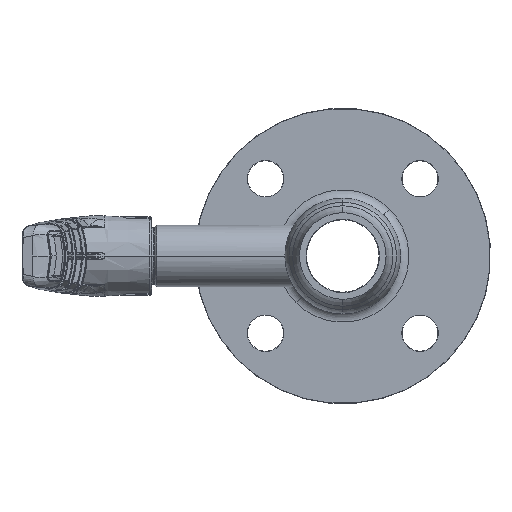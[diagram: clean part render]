
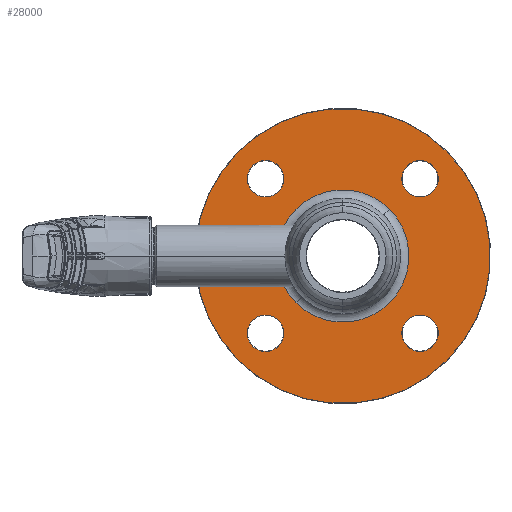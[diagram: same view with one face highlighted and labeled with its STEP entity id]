
A CAD part, left-side view. The second image highlights one B-rep face of the part: STEP entity #28000.
In plain terms, the highlighted planar face has unit normal (-1, 0, 0).
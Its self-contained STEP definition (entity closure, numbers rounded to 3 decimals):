
#310 = EDGE_CURVE ( 'NONE', #18070, #12990, #44711, .T. ) ;
#382 = EDGE_CURVE ( 'NONE', #22936, #20235, #42684, .T. ) ;
#494 = ORIENTED_EDGE ( 'NONE', *, *, #310, .T. ) ;
#558 = EDGE_LOOP ( 'NONE', ( #47421, #3664 ) ) ;
#1175 = EDGE_CURVE ( 'NONE', #46080, #28818, #34648, .T. ) ;
#2140 = DIRECTION ( 'NONE',  ( 0., -0.707, 0.707 ) ) ;
#2581 = VERTEX_POINT ( 'NONE', #39918 ) ;
#2742 = EDGE_LOOP ( 'NONE', ( #494, #16505 ) ) ;
#3592 = DIRECTION ( 'NONE',  ( 0., -0.707, 0.707 ) ) ;
#3664 = ORIENTED_EDGE ( 'NONE', *, *, #30228, .T. ) ;
#3936 = EDGE_CURVE ( 'NONE', #2581, #40600, #47277, .T. ) ;
#5246 = FACE_BOUND ( 'NONE', #558, .T. ) ;
#5570 = VERTEX_POINT ( 'NONE', #52571 ) ;
#6401 = CARTESIAN_POINT ( 'NONE',  ( 62., 0., 0. ) ) ;
#8017 = AXIS2_PLACEMENT_3D ( 'NONE', #29910, #16978, #54931 ) ;
#8068 = CIRCLE ( 'NONE', #24769, 7.1 ) ;
#8115 = VERTEX_POINT ( 'NONE', #26604 ) ;
#8169 = AXIS2_PLACEMENT_3D ( 'NONE', #54001, #11206, #45846 ) ;
#8498 = AXIS2_PLACEMENT_3D ( 'NONE', #26181, #12587, #17220 ) ;
#8751 = CIRCLE ( 'NONE', #35207, 7.1 ) ;
#9009 = DIRECTION ( 'NONE',  ( 0., -0.707, 0.707 ) ) ;
#9201 = EDGE_LOOP ( 'NONE', ( #32938, #12790 ) ) ;
#9866 = CARTESIAN_POINT ( 'NONE',  ( 62., 0., 0. ) ) ;
#10071 = CARTESIAN_POINT ( 'NONE',  ( 62., -30.052, -30.052 ) ) ;
#11206 = DIRECTION ( 'NONE',  ( -1., 0., 0. ) ) ;
#11298 = FACE_BOUND ( 'NONE', #49998, .T. ) ;
#11374 = AXIS2_PLACEMENT_3D ( 'NONE', #34094, #12777, #42624 ) ;
#11779 = CIRCLE ( 'NONE', #8017, 7.1 ) ;
#11784 = CARTESIAN_POINT ( 'NONE',  ( 62., -18.206, -18.206 ) ) ;
#12148 = AXIS2_PLACEMENT_3D ( 'NONE', #23702, #19075, #27303 ) ;
#12569 = FACE_BOUND ( 'NONE', #2742, .T. ) ;
#12587 = DIRECTION ( 'NONE',  ( 1., 0., 0. ) ) ;
#12777 = DIRECTION ( 'NONE',  ( 1., 0., 0. ) ) ;
#12790 = ORIENTED_EDGE ( 'NONE', *, *, #3936, .T. ) ;
#12990 = VERTEX_POINT ( 'NONE', #46820 ) ;
#14631 = DIRECTION ( 'NONE',  ( 1., 0., 0. ) ) ;
#14969 = ORIENTED_EDGE ( 'NONE', *, *, #46598, .T. ) ;
#15636 = ORIENTED_EDGE ( 'NONE', *, *, #33227, .T. ) ;
#15648 = AXIS2_PLACEMENT_3D ( 'NONE', #9866, #36203, #23258 ) ;
#15726 = CARTESIAN_POINT ( 'NONE',  ( 62., -25.032, 25.032 ) ) ;
#16505 = ORIENTED_EDGE ( 'NONE', *, *, #43083, .T. ) ;
#16616 = FACE_BOUND ( 'NONE', #24646, .T. ) ;
#16978 = DIRECTION ( 'NONE',  ( 1., 0., 0. ) ) ;
#17220 = DIRECTION ( 'NONE',  ( 0., -0.707, 0.707 ) ) ;
#18070 = VERTEX_POINT ( 'NONE', #44285 ) ;
#19075 = DIRECTION ( 'NONE',  ( 1., 0., 0. ) ) ;
#20235 = VERTEX_POINT ( 'NONE', #40435 ) ;
#22645 = CARTESIAN_POINT ( 'NONE',  ( 62., -25.032, -35.072 ) ) ;
#22936 = VERTEX_POINT ( 'NONE', #22645 ) ;
#23258 = DIRECTION ( 'NONE',  ( 0., -0.707, 0.707 ) ) ;
#23702 = CARTESIAN_POINT ( 'NONE',  ( 62., -30.052, 30.052 ) ) ;
#24015 = EDGE_CURVE ( 'NONE', #40600, #2581, #8068, .T. ) ;
#24646 = EDGE_LOOP ( 'NONE', ( #50246, #14969 ) ) ;
#24688 = CARTESIAN_POINT ( 'NONE',  ( 62., 40.588, -40.588 ) ) ;
#24769 = AXIS2_PLACEMENT_3D ( 'NONE', #30993, #43265, #43630 ) ;
#24813 = PLANE ( 'NONE',  #49489 ) ;
#25304 = FACE_BOUND ( 'NONE', #9201, .T. ) ;
#26181 = CARTESIAN_POINT ( 'NONE',  ( 62., 30.052, -30.052 ) ) ;
#26604 = CARTESIAN_POINT ( 'NONE',  ( 62., 35.072, 25.032 ) ) ;
#26724 = DIRECTION ( 'NONE',  ( 1., 0., 0. ) ) ;
#27131 = CIRCLE ( 'NONE', #15648, 57.4 ) ;
#27303 = DIRECTION ( 'NONE',  ( 0., -0.707, 0.707 ) ) ;
#28000 = ADVANCED_FACE ( 'NONE', ( #12569, #11298, #25304, #16616, #52540, #5246 ), #24813, .F. ) ;
#28516 = DIRECTION ( 'NONE',  ( 1., 0., 0. ) ) ;
#28818 = VERTEX_POINT ( 'NONE', #43541 ) ;
#28895 = VERTEX_POINT ( 'NONE', #43894 ) ;
#29910 = CARTESIAN_POINT ( 'NONE',  ( 62., 30.052, 30.052 ) ) ;
#30228 = EDGE_CURVE ( 'NONE', #5570, #51153, #50965, .T. ) ;
#30645 = CIRCLE ( 'NONE', #47939, 7.1 ) ;
#30993 = CARTESIAN_POINT ( 'NONE',  ( 62., -30.052, 30.052 ) ) ;
#32938 = ORIENTED_EDGE ( 'NONE', *, *, #24015, .T. ) ;
#33227 = EDGE_CURVE ( 'NONE', #28818, #46080, #27131, .T. ) ;
#34094 = CARTESIAN_POINT ( 'NONE',  ( 62., -30.052, -30.052 ) ) ;
#34648 = CIRCLE ( 'NONE', #8169, 57.4 ) ;
#35207 = AXIS2_PLACEMENT_3D ( 'NONE', #40391, #48505, #44279 ) ;
#35352 = CARTESIAN_POINT ( 'NONE',  ( 62., 0., 0. ) ) ;
#36203 = DIRECTION ( 'NONE',  ( -1., 0., 0. ) ) ;
#36660 = CARTESIAN_POINT ( 'NONE',  ( 62., -18.206, 18.206 ) ) ;
#37670 = CIRCLE ( 'NONE', #44229, 7.1 ) ;
#38449 = EDGE_CURVE ( 'NONE', #51153, #5570, #40412, .T. ) ;
#39850 = EDGE_LOOP ( 'NONE', ( #15636, #41007 ) ) ;
#39918 = CARTESIAN_POINT ( 'NONE',  ( 62., -35.072, 35.072 ) ) ;
#40391 = CARTESIAN_POINT ( 'NONE',  ( 62., 30.052, -30.052 ) ) ;
#40412 = CIRCLE ( 'NONE', #40922, 25.748 ) ;
#40435 = CARTESIAN_POINT ( 'NONE',  ( 62., -35.072, -25.032 ) ) ;
#40600 = VERTEX_POINT ( 'NONE', #15726 ) ;
#40922 = AXIS2_PLACEMENT_3D ( 'NONE', #35352, #26724, #9009 ) ;
#41007 = ORIENTED_EDGE ( 'NONE', *, *, #1175, .T. ) ;
#42273 = EDGE_CURVE ( 'NONE', #28895, #8115, #30645, .T. ) ;
#42624 = DIRECTION ( 'NONE',  ( 0., -0.707, 0.707 ) ) ;
#42684 = CIRCLE ( 'NONE', #11374, 7.1 ) ;
#42710 = AXIS2_PLACEMENT_3D ( 'NONE', #6401, #14631, #2140 ) ;
#43083 = EDGE_CURVE ( 'NONE', #12990, #18070, #8751, .T. ) ;
#43265 = DIRECTION ( 'NONE',  ( 1., 0., 0. ) ) ;
#43541 = CARTESIAN_POINT ( 'NONE',  ( 62., -40.588, 40.588 ) ) ;
#43630 = DIRECTION ( 'NONE',  ( 0., -0.707, 0.707 ) ) ;
#43841 = DIRECTION ( 'NONE',  ( 1., 0., 0. ) ) ;
#43894 = CARTESIAN_POINT ( 'NONE',  ( 62., 25.032, 35.072 ) ) ;
#44229 = AXIS2_PLACEMENT_3D ( 'NONE', #10071, #43841, #48452 ) ;
#44279 = DIRECTION ( 'NONE',  ( 0., -0.707, 0.707 ) ) ;
#44285 = CARTESIAN_POINT ( 'NONE',  ( 62., 35.072, -35.072 ) ) ;
#44711 = CIRCLE ( 'NONE', #8498, 7.1 ) ;
#45799 = DIRECTION ( 'NONE',  ( 0., -0.707, 0.707 ) ) ;
#45846 = DIRECTION ( 'NONE',  ( 0., -0.707, 0.707 ) ) ;
#46080 = VERTEX_POINT ( 'NONE', #24688 ) ;
#46598 = EDGE_CURVE ( 'NONE', #20235, #22936, #37670, .T. ) ;
#46820 = CARTESIAN_POINT ( 'NONE',  ( 62., 25.032, -25.032 ) ) ;
#47277 = CIRCLE ( 'NONE', #12148, 7.1 ) ;
#47421 = ORIENTED_EDGE ( 'NONE', *, *, #38449, .T. ) ;
#47939 = AXIS2_PLACEMENT_3D ( 'NONE', #53775, #28516, #45799 ) ;
#48452 = DIRECTION ( 'NONE',  ( 0., -0.707, 0.707 ) ) ;
#48505 = DIRECTION ( 'NONE',  ( 1., 0., 0. ) ) ;
#49489 = AXIS2_PLACEMENT_3D ( 'NONE', #11784, #54559, #3592 ) ;
#49998 = EDGE_LOOP ( 'NONE', ( #51206, #51235 ) ) ;
#50246 = ORIENTED_EDGE ( 'NONE', *, *, #382, .T. ) ;
#50965 = CIRCLE ( 'NONE', #42710, 25.748 ) ;
#51153 = VERTEX_POINT ( 'NONE', #36660 ) ;
#51206 = ORIENTED_EDGE ( 'NONE', *, *, #51334, .T. ) ;
#51235 = ORIENTED_EDGE ( 'NONE', *, *, #42273, .T. ) ;
#51334 = EDGE_CURVE ( 'NONE', #8115, #28895, #11779, .T. ) ;
#52540 = FACE_OUTER_BOUND ( 'NONE', #39850, .T. ) ;
#52571 = CARTESIAN_POINT ( 'NONE',  ( 62., 18.206, -18.206 ) ) ;
#53775 = CARTESIAN_POINT ( 'NONE',  ( 62., 30.052, 30.052 ) ) ;
#54001 = CARTESIAN_POINT ( 'NONE',  ( 62., 0., 0. ) ) ;
#54559 = DIRECTION ( 'NONE',  ( 1., 0., 0. ) ) ;
#54931 = DIRECTION ( 'NONE',  ( 0., -0.707, 0.707 ) ) ;
